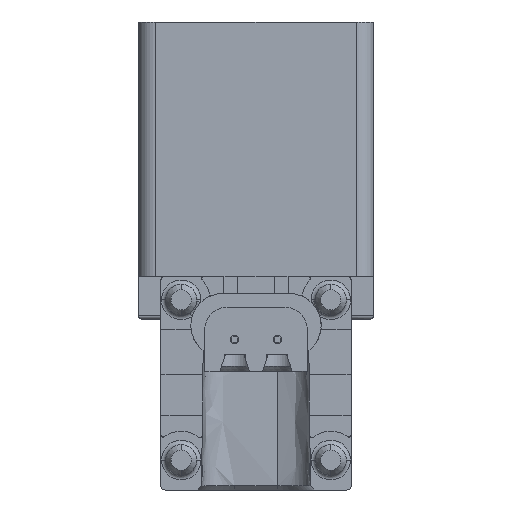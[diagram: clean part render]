
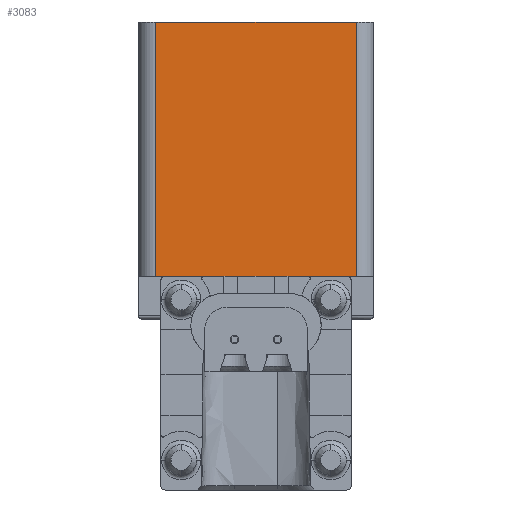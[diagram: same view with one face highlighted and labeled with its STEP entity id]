
A CAD part, front view. The second image highlights one B-rep face of the part: STEP entity #3083.
In plain terms, the highlighted planar face has unit normal (0, -1, 0).
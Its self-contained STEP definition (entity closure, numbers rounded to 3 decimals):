
#94 = CARTESIAN_POINT ( 'NONE',  ( 4.25, -4.65, -4.2 ) ) ;
#139 = DIRECTION ( 'NONE',  ( -1., 0., 0. ) ) ;
#630 = ORIENTED_EDGE ( 'NONE', *, *, #18904, .F. ) ;
#1325 = EDGE_CURVE ( 'NONE', #11274, #1555, #6255, .T. ) ;
#1494 = DIRECTION ( 'NONE',  ( -1., 0., 0. ) ) ;
#1555 = VERTEX_POINT ( 'NONE', #24334 ) ;
#1579 = CARTESIAN_POINT ( 'NONE',  ( 4.25, -4.65, -4.2 ) ) ;
#1831 = AXIS2_PLACEMENT_3D ( 'NONE', #4200, #14816, #139 ) ;
#2123 = VERTEX_POINT ( 'NONE', #5107 ) ;
#2409 = ORIENTED_EDGE ( 'NONE', *, *, #24145, .F. ) ;
#2534 = CARTESIAN_POINT ( 'NONE',  ( 4.25, -4.65, -4.2 ) ) ;
#2710 = EDGE_CURVE ( 'NONE', #18533, #11274, #19752, .T. ) ;
#2982 = ORIENTED_EDGE ( 'NONE', *, *, #5181, .F. ) ;
#3007 = VECTOR ( 'NONE', #10734, 1000. ) ;
#3083 = ADVANCED_FACE ( 'NONE', ( #17084 ), #24321, .F. ) ;
#3722 = EDGE_CURVE ( 'NONE', #12746, #17195, #20577, .T. ) ;
#3728 = VERTEX_POINT ( 'NONE', #15527 ) ;
#3813 = VECTOR ( 'NONE', #19082, 1000. ) ;
#4200 = CARTESIAN_POINT ( 'NONE',  ( 4.7, -4.65, 7.7 ) ) ;
#4250 = VECTOR ( 'NONE', #1494, 1000. ) ;
#4716 = ORIENTED_EDGE ( 'NONE', *, *, #16320, .F. ) ;
#5021 = VECTOR ( 'NONE', #7495, 1000. ) ;
#5107 = CARTESIAN_POINT ( 'NONE',  ( -4.7, -4.65, -4.2 ) ) ;
#5181 = EDGE_CURVE ( 'NONE', #17195, #3728, #21378, .T. ) ;
#6255 = LINE ( 'NONE', #17835, #16938 ) ;
#6291 = DIRECTION ( 'NONE',  ( 0., 0., -1. ) ) ;
#6547 = LINE ( 'NONE', #2534, #3007 ) ;
#6568 = CARTESIAN_POINT ( 'NONE',  ( -4.7, -4.65, 7.7 ) ) ;
#7262 = CARTESIAN_POINT ( 'NONE',  ( -1.5, -4.65, -4.2 ) ) ;
#7361 = LINE ( 'NONE', #21442, #3813 ) ;
#7446 = VECTOR ( 'NONE', #26476, 1000. ) ;
#7495 = DIRECTION ( 'NONE',  ( -1., 0., 0. ) ) ;
#7762 = LINE ( 'NONE', #24588, #7446 ) ;
#7996 = CARTESIAN_POINT ( 'NONE',  ( 2.45, -4.65, -4.2 ) ) ;
#9330 = DIRECTION ( 'NONE',  ( 0., 0., -1. ) ) ;
#9491 = CARTESIAN_POINT ( 'NONE',  ( 1.5, -4.65, -4.2 ) ) ;
#9695 = DIRECTION ( 'NONE',  ( 1., 0., 0. ) ) ;
#10305 = ORIENTED_EDGE ( 'NONE', *, *, #2710, .F. ) ;
#10734 = DIRECTION ( 'NONE',  ( -1., 0., 0. ) ) ;
#11173 = VECTOR ( 'NONE', #26648, 1000. ) ;
#11274 = VERTEX_POINT ( 'NONE', #24325 ) ;
#12343 = ORIENTED_EDGE ( 'NONE', *, *, #19582, .F. ) ;
#12746 = VERTEX_POINT ( 'NONE', #20387 ) ;
#13829 = VECTOR ( 'NONE', #14581, 1000. ) ;
#14581 = DIRECTION ( 'NONE',  ( -1., 0., 0. ) ) ;
#14816 = DIRECTION ( 'NONE',  ( 0., 1., 0. ) ) ;
#14881 = ORIENTED_EDGE ( 'NONE', *, *, #1325, .F. ) ;
#15118 = LINE ( 'NONE', #6568, #26788 ) ;
#15527 = CARTESIAN_POINT ( 'NONE',  ( -2.45, -4.65, -4.2 ) ) ;
#16320 = EDGE_CURVE ( 'NONE', #1555, #18874, #22851, .T. ) ;
#16938 = VECTOR ( 'NONE', #9330, 1000. ) ;
#17084 = FACE_OUTER_BOUND ( 'NONE', #25201, .T. ) ;
#17195 = VERTEX_POINT ( 'NONE', #7262 ) ;
#17835 = CARTESIAN_POINT ( 'NONE',  ( 4.7, -4.65, 7.7 ) ) ;
#18505 = CARTESIAN_POINT ( 'NONE',  ( -4.7, -4.65, 7.7 ) ) ;
#18533 = VERTEX_POINT ( 'NONE', #18505 ) ;
#18874 = VERTEX_POINT ( 'NONE', #7996 ) ;
#18904 = EDGE_CURVE ( 'NONE', #18874, #22542, #7762, .T. ) ;
#19082 = DIRECTION ( 'NONE',  ( -1., 0., 0. ) ) ;
#19582 = EDGE_CURVE ( 'NONE', #3728, #2123, #24191, .T. ) ;
#19752 = LINE ( 'NONE', #20665, #26564 ) ;
#20037 = CARTESIAN_POINT ( 'NONE',  ( 4.25, -4.65, -4.2 ) ) ;
#20065 = CARTESIAN_POINT ( 'NONE',  ( 0.85, -4.65, -4.2 ) ) ;
#20151 = ORIENTED_EDGE ( 'NONE', *, *, #3722, .F. ) ;
#20387 = CARTESIAN_POINT ( 'NONE',  ( -0.85, -4.65, -4.2 ) ) ;
#20577 = LINE ( 'NONE', #24159, #5021 ) ;
#20665 = CARTESIAN_POINT ( 'NONE',  ( 4.7, -4.65, 7.7 ) ) ;
#21378 = LINE ( 'NONE', #1579, #4250 ) ;
#21442 = CARTESIAN_POINT ( 'NONE',  ( 4.25, -4.65, -4.2 ) ) ;
#21761 = EDGE_CURVE ( 'NONE', #22058, #12746, #6547, .T. ) ;
#22058 = VERTEX_POINT ( 'NONE', #20065 ) ;
#22542 = VERTEX_POINT ( 'NONE', #9491 ) ;
#22851 = LINE ( 'NONE', #20037, #11173 ) ;
#24145 = EDGE_CURVE ( 'NONE', #22542, #22058, #7361, .T. ) ;
#24159 = CARTESIAN_POINT ( 'NONE',  ( 4.25, -4.65, -4.2 ) ) ;
#24191 = LINE ( 'NONE', #94, #13829 ) ;
#24321 = PLANE ( 'NONE',  #1831 ) ;
#24325 = CARTESIAN_POINT ( 'NONE',  ( 4.7, -4.65, 7.7 ) ) ;
#24334 = CARTESIAN_POINT ( 'NONE',  ( 4.7, -4.65, -4.2 ) ) ;
#24588 = CARTESIAN_POINT ( 'NONE',  ( 4.25, -4.65, -4.2 ) ) ;
#24662 = EDGE_CURVE ( 'NONE', #18533, #2123, #15118, .T. ) ;
#25201 = EDGE_LOOP ( 'NONE', ( #26172, #12343, #2982, #20151, #26720, #2409, #630, #4716, #14881, #10305 ) ) ;
#26172 = ORIENTED_EDGE ( 'NONE', *, *, #24662, .T. ) ;
#26476 = DIRECTION ( 'NONE',  ( -1., 0., 0. ) ) ;
#26564 = VECTOR ( 'NONE', #9695, 1000. ) ;
#26648 = DIRECTION ( 'NONE',  ( -1., 0., 0. ) ) ;
#26720 = ORIENTED_EDGE ( 'NONE', *, *, #21761, .F. ) ;
#26788 = VECTOR ( 'NONE', #6291, 1000. ) ;
